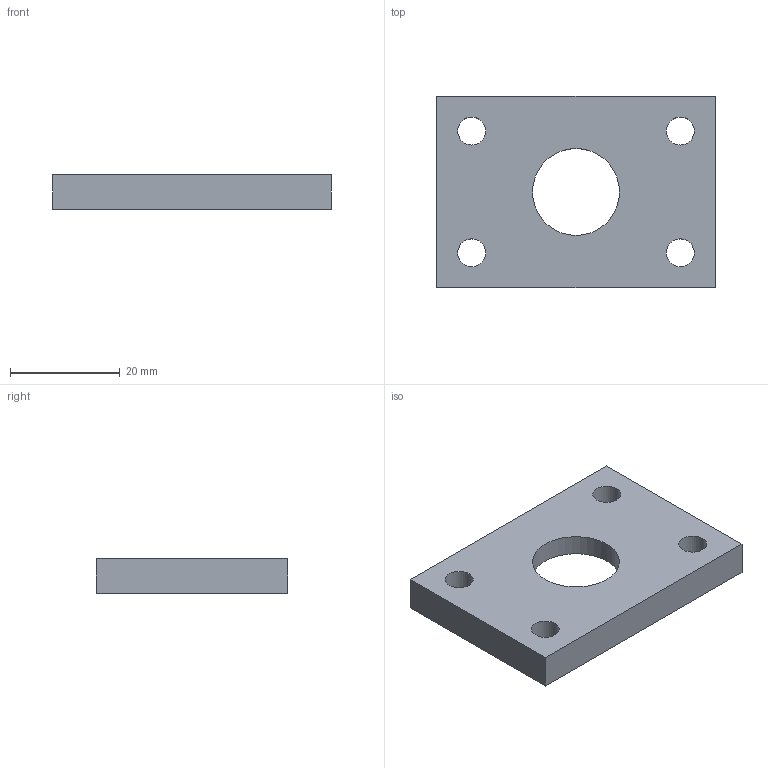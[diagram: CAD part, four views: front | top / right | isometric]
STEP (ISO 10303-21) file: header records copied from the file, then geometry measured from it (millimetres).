
FILE_DESCRIPTION((''),'2;1');
FILE_NAME('mount pillow block inner bearing capture.stp','2012-04-25T18:39:05',('Antonella'),(''),'Autodesk Inventor 2012','Autodesk Inventor 2012','');
FILE_SCHEMA(('AUTOMOTIVE_DESIGN { 1 0 10303 214 1 1 1 1 }'));
Length unit declared in the file: inch
Products named in the file (1): mount pillow block inner bearing capture
Bounding box: 50.8 x 34.92 x 6.35 mm (x, y, z)
Volume: 8354.4 mm3; surface area: 4903.5 mm2
Topology: 1 solids, 1 shells, 13 faces, 35 edges, 25 vertices
Faces by surface type: plane 7, cylinder 6
Full cylindrical faces by diameter (mm): 5.105 x4, 15.875 x1, 28.651 x1
Entity records: 394 total; most frequent: DIRECTION 64, CARTESIAN_POINT 58, ORIENTED_EDGE 48, EDGE_LOOP 30, AXIS2_PLACEMENT_3D 26, EDGE_CURVE 24, VERTEX_POINT 20, FACE_BOUND 17
